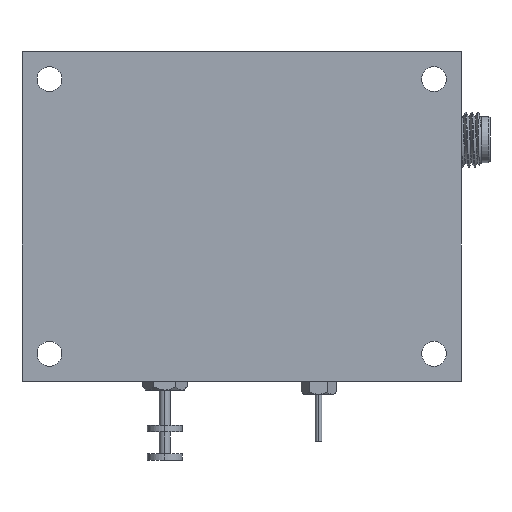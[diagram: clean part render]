
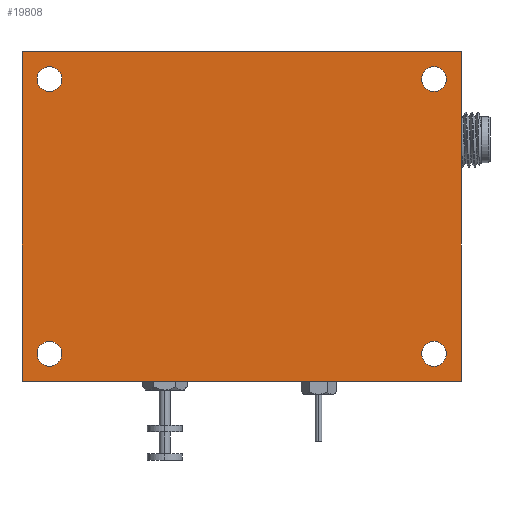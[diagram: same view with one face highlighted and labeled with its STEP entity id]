
A CAD part, front view. The second image highlights one B-rep face of the part: STEP entity #19808.
In plain terms, the highlighted planar face has unit normal (0, -1, 0).
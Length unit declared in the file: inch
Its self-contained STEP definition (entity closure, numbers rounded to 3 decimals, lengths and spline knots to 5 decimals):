
#511 = CARTESIAN_POINT ( 'NONE',  ( -0.9315, 0., -0.625 ) ) ;
#913 = DIRECTION ( 'NONE',  ( 1., 0., 0. ) ) ;
#2218 = CARTESIAN_POINT ( 'NONE',  ( 0.9315, 0., -0.625 ) ) ;
#2258 = DIRECTION ( 'NONE',  ( 0., -1., 0. ) ) ;
#2617 = EDGE_LOOP ( 'NONE', ( #6466, #12366 ) ) ;
#3410 = CIRCLE ( 'NONE', #17705, 0.0565 ) ;
#3702 = DIRECTION ( 'NONE',  ( -1., 0., 0. ) ) ;
#4025 = DIRECTION ( 'NONE',  ( -1., 0., 0. ) ) ;
#4027 = CARTESIAN_POINT ( 'NONE',  ( -1., 0., 0.75 ) ) ;
#4522 = EDGE_CURVE ( 'NONE', #17835, #18115, #3410, .T. ) ;
#5055 = VERTEX_POINT ( 'NONE', #11860 ) ;
#5118 = CARTESIAN_POINT ( 'NONE',  ( -0.875, 0., -0.625 ) ) ;
#5292 = ORIENTED_EDGE ( 'NONE', *, *, #6380, .F. ) ;
#5625 = VECTOR ( 'NONE', #12136, 39.37008 ) ;
#5801 = EDGE_CURVE ( 'NONE', #5055, #28584, #7290, .T. ) ;
#5822 = FACE_BOUND ( 'NONE', #32030, .T. ) ;
#6380 = EDGE_CURVE ( 'NONE', #26360, #24697, #32878, .T. ) ;
#6447 = DIRECTION ( 'NONE',  ( 0., -1., 0. ) ) ;
#6466 = ORIENTED_EDGE ( 'NONE', *, *, #12202, .F. ) ;
#7018 = EDGE_CURVE ( 'NONE', #7501, #33778, #27569, .T. ) ;
#7290 = CIRCLE ( 'NONE', #19354, 0.0565 ) ;
#7501 = VERTEX_POINT ( 'NONE', #2218 ) ;
#7665 = EDGE_CURVE ( 'NONE', #28584, #5055, #19377, .T. ) ;
#7700 = DIRECTION ( 'NONE',  ( 0., -1., 0. ) ) ;
#7842 = AXIS2_PLACEMENT_3D ( 'NONE', #16756, #29453, #24489 ) ;
#7901 = AXIS2_PLACEMENT_3D ( 'NONE', #22627, #27798, #24396 ) ;
#8382 = VERTEX_POINT ( 'NONE', #10248 ) ;
#8401 = FACE_BOUND ( 'NONE', #24682, .T. ) ;
#8609 = DIRECTION ( 'NONE',  ( 0., -1., 0. ) ) ;
#8691 = AXIS2_PLACEMENT_3D ( 'NONE', #17095, #27568, #4025 ) ;
#9367 = ORIENTED_EDGE ( 'NONE', *, *, #17692, .F. ) ;
#9662 = CARTESIAN_POINT ( 'NONE',  ( -1., 0., -0.75 ) ) ;
#10248 = CARTESIAN_POINT ( 'NONE',  ( 1., 0., 0.75 ) ) ;
#10433 = CARTESIAN_POINT ( 'NONE',  ( 0.8185, 0., 0.625 ) ) ;
#11533 = CARTESIAN_POINT ( 'NONE',  ( -0.8185, 0., 0.625 ) ) ;
#11684 = DIRECTION ( 'NONE',  ( 0., -1., 0. ) ) ;
#11689 = CARTESIAN_POINT ( 'NONE',  ( -1., 0., -0.75 ) ) ;
#11860 = CARTESIAN_POINT ( 'NONE',  ( -0.8185, 0., -0.625 ) ) ;
#12136 = DIRECTION ( 'NONE',  ( 0., 0., 1. ) ) ;
#12202 = EDGE_CURVE ( 'NONE', #30404, #17501, #16110, .T. ) ;
#12366 = ORIENTED_EDGE ( 'NONE', *, *, #33483, .F. ) ;
#12588 = DIRECTION ( 'NONE',  ( -1., 0., 0. ) ) ;
#12776 = AXIS2_PLACEMENT_3D ( 'NONE', #12932, #2258, #12588 ) ;
#12932 = CARTESIAN_POINT ( 'NONE',  ( 0.875, 0., -0.625 ) ) ;
#12982 = ORIENTED_EDGE ( 'NONE', *, *, #5801, .F. ) ;
#13049 = CARTESIAN_POINT ( 'NONE',  ( 0.9315, 0., 0.625 ) ) ;
#13568 = PLANE ( 'NONE',  #18944 ) ;
#14207 = EDGE_CURVE ( 'NONE', #33778, #7501, #27640, .T. ) ;
#14712 = CARTESIAN_POINT ( 'NONE',  ( 0.875, 0., -0.625 ) ) ;
#16110 = CIRCLE ( 'NONE', #7901, 0.0565 ) ;
#16299 = FACE_BOUND ( 'NONE', #29074, .T. ) ;
#16664 = VECTOR ( 'NONE', #17568, 39.37008 ) ;
#16756 = CARTESIAN_POINT ( 'NONE',  ( -0.875, 0., -0.625 ) ) ;
#16935 = DIRECTION ( 'NONE',  ( 0., 0., -1. ) ) ;
#17095 = CARTESIAN_POINT ( 'NONE',  ( 0.875, 0., 0.625 ) ) ;
#17501 = VERTEX_POINT ( 'NONE', #10433 ) ;
#17568 = DIRECTION ( 'NONE',  ( -1., 0., 0. ) ) ;
#17692 = EDGE_CURVE ( 'NONE', #20771, #26360, #25126, .T. ) ;
#17705 = AXIS2_PLACEMENT_3D ( 'NONE', #24068, #8609, #24418 ) ;
#17835 = VERTEX_POINT ( 'NONE', #11533 ) ;
#18115 = VERTEX_POINT ( 'NONE', #22951 ) ;
#18768 = ORIENTED_EDGE ( 'NONE', *, *, #30291, .F. ) ;
#18882 = DIRECTION ( 'NONE',  ( -1., 0., 0. ) ) ;
#18944 = AXIS2_PLACEMENT_3D ( 'NONE', #27126, #11684, #18882 ) ;
#19134 = LINE ( 'NONE', #27040, #22422 ) ;
#19288 = ORIENTED_EDGE ( 'NONE', *, *, #14207, .F. ) ;
#19354 = AXIS2_PLACEMENT_3D ( 'NONE', #5118, #7700, #20756 ) ;
#19377 = CIRCLE ( 'NONE', #7842, 0.0565 ) ;
#19578 = DIRECTION ( 'NONE',  ( 0., -1., 0. ) ) ;
#19669 = CIRCLE ( 'NONE', #8691, 0.0565 ) ;
#19808 = ADVANCED_FACE ( 'NONE', ( #32257, #16299, #5822, #21970, #8401 ), #13568, .T. ) ;
#20560 = CARTESIAN_POINT ( 'NONE',  ( -1., 0., 0.75 ) ) ;
#20756 = DIRECTION ( 'NONE',  ( -1., 0., 0. ) ) ;
#20771 = VERTEX_POINT ( 'NONE', #24641 ) ;
#21970 = FACE_BOUND ( 'NONE', #2617, .T. ) ;
#21977 = CARTESIAN_POINT ( 'NONE',  ( -0.875, 0., 0.625 ) ) ;
#22422 = VECTOR ( 'NONE', #913, 39.37008 ) ;
#22627 = CARTESIAN_POINT ( 'NONE',  ( 0.875, 0., 0.625 ) ) ;
#22951 = CARTESIAN_POINT ( 'NONE',  ( -0.9315, 0., 0.625 ) ) ;
#24068 = CARTESIAN_POINT ( 'NONE',  ( -0.875, 0., 0.625 ) ) ;
#24079 = CARTESIAN_POINT ( 'NONE',  ( 0.8185, 0., -0.625 ) ) ;
#24396 = DIRECTION ( 'NONE',  ( -1., 0., 0. ) ) ;
#24418 = DIRECTION ( 'NONE',  ( -1., 0., 0. ) ) ;
#24489 = DIRECTION ( 'NONE',  ( -1., 0., 0. ) ) ;
#24641 = CARTESIAN_POINT ( 'NONE',  ( 1., 0., -0.75 ) ) ;
#24682 = EDGE_LOOP ( 'NONE', ( #26599, #18768 ) ) ;
#24697 = VERTEX_POINT ( 'NONE', #20560 ) ;
#25019 = CARTESIAN_POINT ( 'NONE',  ( 1., 0., 0.75 ) ) ;
#25126 = LINE ( 'NONE', #9662, #16664 ) ;
#26239 = AXIS2_PLACEMENT_3D ( 'NONE', #21977, #19578, #32446 ) ;
#26360 = VERTEX_POINT ( 'NONE', #11689 ) ;
#26599 = ORIENTED_EDGE ( 'NONE', *, *, #4522, .F. ) ;
#27040 = CARTESIAN_POINT ( 'NONE',  ( -1., 0., 0.75 ) ) ;
#27063 = ORIENTED_EDGE ( 'NONE', *, *, #31377, .F. ) ;
#27126 = CARTESIAN_POINT ( 'NONE',  ( 0., 0., 0. ) ) ;
#27243 = LINE ( 'NONE', #25019, #31721 ) ;
#27252 = ORIENTED_EDGE ( 'NONE', *, *, #7018, .F. ) ;
#27568 = DIRECTION ( 'NONE',  ( 0., -1., 0. ) ) ;
#27569 = CIRCLE ( 'NONE', #12776, 0.0565 ) ;
#27640 = CIRCLE ( 'NONE', #28199, 0.0565 ) ;
#27798 = DIRECTION ( 'NONE',  ( 0., -1., 0. ) ) ;
#28199 = AXIS2_PLACEMENT_3D ( 'NONE', #14712, #6447, #3702 ) ;
#28416 = EDGE_CURVE ( 'NONE', #8382, #20771, #27243, .T. ) ;
#28584 = VERTEX_POINT ( 'NONE', #511 ) ;
#28691 = EDGE_LOOP ( 'NONE', ( #33212, #27063, #5292, #9367 ) ) ;
#29074 = EDGE_LOOP ( 'NONE', ( #12982, #32536 ) ) ;
#29453 = DIRECTION ( 'NONE',  ( 0., -1., 0. ) ) ;
#30291 = EDGE_CURVE ( 'NONE', #18115, #17835, #33429, .T. ) ;
#30404 = VERTEX_POINT ( 'NONE', #13049 ) ;
#31377 = EDGE_CURVE ( 'NONE', #24697, #8382, #19134, .T. ) ;
#31721 = VECTOR ( 'NONE', #16935, 39.37008 ) ;
#32030 = EDGE_LOOP ( 'NONE', ( #27252, #19288 ) ) ;
#32257 = FACE_OUTER_BOUND ( 'NONE', #28691, .T. ) ;
#32446 = DIRECTION ( 'NONE',  ( -1., 0., 0. ) ) ;
#32536 = ORIENTED_EDGE ( 'NONE', *, *, #7665, .F. ) ;
#32878 = LINE ( 'NONE', #4027, #5625 ) ;
#33212 = ORIENTED_EDGE ( 'NONE', *, *, #28416, .F. ) ;
#33429 = CIRCLE ( 'NONE', #26239, 0.0565 ) ;
#33483 = EDGE_CURVE ( 'NONE', #17501, #30404, #19669, .T. ) ;
#33778 = VERTEX_POINT ( 'NONE', #24079 ) ;
